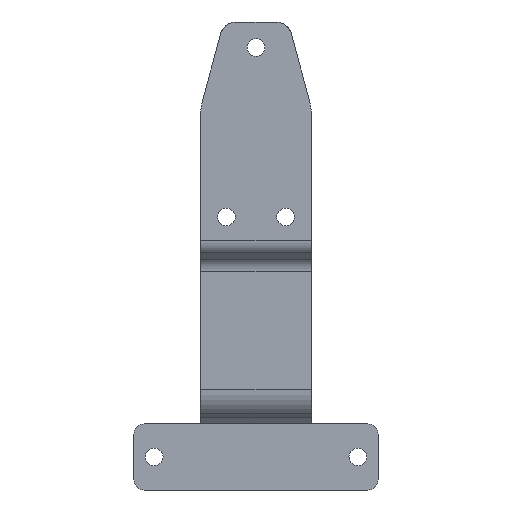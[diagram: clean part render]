
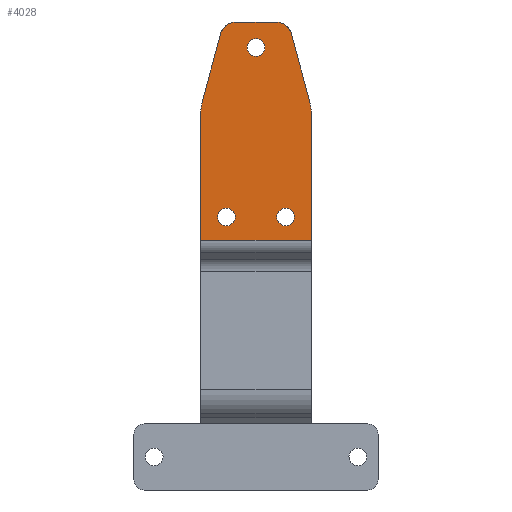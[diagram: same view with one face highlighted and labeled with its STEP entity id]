
A CAD part, front view. The second image highlights one B-rep face of the part: STEP entity #4028.
In plain terms, the highlighted planar face has unit normal (0, -1, 0).
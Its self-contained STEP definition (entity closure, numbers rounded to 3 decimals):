
#100 = ORIENTED_EDGE ( 'NONE', *, *, #3793, .T. ) ;
#123 = ORIENTED_EDGE ( 'NONE', *, *, #3776, .T. ) ;
#143 = ORIENTED_EDGE ( 'NONE', *, *, #3784, .T. ) ;
#183 = VERTEX_POINT ( 'NONE', #955 ) ;
#212 = VERTEX_POINT ( 'NONE', #970 ) ;
#217 = VERTEX_POINT ( 'NONE', #972 ) ;
#220 = VERTEX_POINT ( 'NONE', #974 ) ;
#431 = CIRCLE ( 'NONE', #4489, 5.2 ) ;
#433 = CIRCLE ( 'NONE', #4465, 5.2 ) ;
#476 = CIRCLE ( 'NONE', #4058, 5.2 ) ;
#500 = CIRCLE ( 'NONE', #2074, 10. ) ;
#503 = CIRCLE ( 'NONE', #2064, 5.2 ) ;
#506 = CIRCLE ( 'NONE', #2071, 5.2 ) ;
#508 = CIRCLE ( 'NONE', #2069, 10. ) ;
#509 = CIRCLE ( 'NONE', #2082, 20. ) ;
#512 = CIRCLE ( 'NONE', #2017, 5.2 ) ;
#514 = CIRCLE ( 'NONE', #2024, 20. ) ;
#955 = CARTESIAN_POINT ( 'NONE',  ( 20.996, -44., 254.607 ) ) ;
#970 = CARTESIAN_POINT ( 'NONE',  ( -31.809, -44., 214.561 ) ) ;
#972 = CARTESIAN_POINT ( 'NONE',  ( 31.809, -44., 214.561 ) ) ;
#974 = CARTESIAN_POINT ( 'NONE',  ( 32.5, -44., 209.347 ) ) ;
#1315 = CARTESIAN_POINT ( 'NONE',  ( -17.5, -44., 141.8 ) ) ;
#1332 = CARTESIAN_POINT ( 'NONE',  ( 17.5, -44., 152.2 ) ) ;
#1342 = CARTESIAN_POINT ( 'NONE',  ( 17.5, -44., 147. ) ) ;
#1343 = DIRECTION ( 'NONE',  ( 0., 1., 0. ) ) ;
#1344 = DIRECTION ( 'NONE',  ( 0., 0., 1. ) ) ;
#1348 = CARTESIAN_POINT ( 'NONE',  ( -17.5, -44., 147. ) ) ;
#1349 = DIRECTION ( 'NONE',  ( 0., 1., 0. ) ) ;
#1350 = DIRECTION ( 'NONE',  ( 0., 0., 1. ) ) ;
#1480 = ORIENTED_EDGE ( 'NONE', *, *, #3802, .F. ) ;
#1481 = ORIENTED_EDGE ( 'NONE', *, *, #3424, .T. ) ;
#1485 = ORIENTED_EDGE ( 'NONE', *, *, #3799, .F. ) ;
#1486 = ORIENTED_EDGE ( 'NONE', *, *, #3796, .F. ) ;
#1487 = ORIENTED_EDGE ( 'NONE', *, *, #3786, .F. ) ;
#1488 = ORIENTED_EDGE ( 'NONE', *, *, #3307, .T. ) ;
#1490 = ORIENTED_EDGE ( 'NONE', *, *, #3778, .T. ) ;
#1496 = ORIENTED_EDGE ( 'NONE', *, *, #3783, .T. ) ;
#1497 = ORIENTED_EDGE ( 'NONE', *, *, #3788, .F. ) ;
#1500 = ORIENTED_EDGE ( 'NONE', *, *, #3787, .F. ) ;
#1501 = ORIENTED_EDGE ( 'NONE', *, *, #3779, .F. ) ;
#1506 = ORIENTED_EDGE ( 'NONE', *, *, #3803, .F. ) ;
#1508 = ORIENTED_EDGE ( 'NONE', *, *, #3305, .T. ) ;
#2017 = AXIS2_PLACEMENT_3D ( 'NONE', #2187, #2191, #2192 ) ;
#2024 = AXIS2_PLACEMENT_3D ( 'NONE', #2196, #2200, #2201 ) ;
#2026 = VECTOR ( 'NONE', #2214, 1000. ) ;
#2028 = VECTOR ( 'NONE', #2163, 1000. ) ;
#2029 = VECTOR ( 'NONE', #2175, 1000. ) ;
#2064 = AXIS2_PLACEMENT_3D ( 'NONE', #2139, #2140, #2141 ) ;
#2069 = AXIS2_PLACEMENT_3D ( 'NONE', #2169, #2170, #2171 ) ;
#2071 = AXIS2_PLACEMENT_3D ( 'NONE', #2160, #2164, #2165 ) ;
#2073 = VECTOR ( 'NONE', #2148, 1000. ) ;
#2074 = AXIS2_PLACEMENT_3D ( 'NONE', #2145, #2149, #2150 ) ;
#2082 = AXIS2_PLACEMENT_3D ( 'NONE', #2172, #2176, #2177 ) ;
#2116 = VERTEX_POINT ( 'NONE', #1315 ) ;
#2133 = VERTEX_POINT ( 'NONE', #1332 ) ;
#2139 = CARTESIAN_POINT ( 'NONE',  ( 0., -44., 247. ) ) ;
#2140 = DIRECTION ( 'NONE',  ( 0., 1., 0. ) ) ;
#2141 = DIRECTION ( 'NONE',  ( 0., 0., 1. ) ) ;
#2145 = CARTESIAN_POINT ( 'NONE',  ( 11.342, -44., 252. ) ) ;
#2146 = LINE ( 'NONE', #2147, #2073 ) ;
#2147 = CARTESIAN_POINT ( 'NONE',  ( -32.5, -44., 262. ) ) ;
#2148 = DIRECTION ( 'NONE',  ( 0., 0., -1. ) ) ;
#2149 = DIRECTION ( 'NONE',  ( 0., 1., 0. ) ) ;
#2150 = DIRECTION ( 'NONE',  ( 0., 0., 1. ) ) ;
#2160 = CARTESIAN_POINT ( 'NONE',  ( -17.5, -44., 147. ) ) ;
#2161 = LINE ( 'NONE', #2162, #2028 ) ;
#2162 = CARTESIAN_POINT ( 'NONE',  ( 32.5, -44., 262. ) ) ;
#2163 = DIRECTION ( 'NONE',  ( -1., 0., 0. ) ) ;
#2164 = DIRECTION ( 'NONE',  ( 0., 1., 0. ) ) ;
#2165 = DIRECTION ( 'NONE',  ( 0., 0., 1. ) ) ;
#2169 = CARTESIAN_POINT ( 'NONE',  ( -11.342, -44., 252. ) ) ;
#2170 = DIRECTION ( 'NONE',  ( 0., 1., 0. ) ) ;
#2171 = DIRECTION ( 'NONE',  ( 0., 0., 1. ) ) ;
#2172 = CARTESIAN_POINT ( 'NONE',  ( -12.5, -44., 209.347 ) ) ;
#2173 = LINE ( 'NONE', #2174, #2029 ) ;
#2174 = CARTESIAN_POINT ( 'NONE',  ( 32.5, -44., 133.142 ) ) ;
#2175 = DIRECTION ( 'NONE',  ( -1., 0., 0. ) ) ;
#2176 = DIRECTION ( 'NONE',  ( 0., 1., 0. ) ) ;
#2177 = DIRECTION ( 'NONE',  ( 0., 0., 1. ) ) ;
#2187 = CARTESIAN_POINT ( 'NONE',  ( 17.5, -44., 147. ) ) ;
#2191 = DIRECTION ( 'NONE',  ( 0., 1., 0. ) ) ;
#2192 = DIRECTION ( 'NONE',  ( 0., 0., 1. ) ) ;
#2196 = CARTESIAN_POINT ( 'NONE',  ( 12.5, -44., 209.347 ) ) ;
#2200 = DIRECTION ( 'NONE',  ( 0., 1., 0. ) ) ;
#2201 = DIRECTION ( 'NONE',  ( 0., 0., 1. ) ) ;
#2212 = LINE ( 'NONE', #2213, #2026 ) ;
#2213 = CARTESIAN_POINT ( 'NONE',  ( -31.809, -44., 214.561 ) ) ;
#2214 = DIRECTION ( 'NONE',  ( 0.261, 0., 0.965 ) ) ;
#2221 = LINE ( 'NONE', #2222, #4515 ) ;
#2222 = CARTESIAN_POINT ( 'NONE',  ( 20.996, -44., 254.607 ) ) ;
#2223 = DIRECTION ( 'NONE',  ( 0.261, 0., -0.965 ) ) ;
#2224 = LINE ( 'NONE', #2225, #4513 ) ;
#2225 = CARTESIAN_POINT ( 'NONE',  ( 32.5, -44., 262. ) ) ;
#2226 = DIRECTION ( 'NONE',  ( 0., 0., -1. ) ) ;
#2307 = PLANE ( 'NONE',  #3603 ) ;
#2308 = CARTESIAN_POINT ( 'NONE',  ( 32.5, -44., 262. ) ) ;
#2309 = DIRECTION ( 'NONE',  ( 0., 1., 0. ) ) ;
#2310 = DIRECTION ( 'NONE',  ( 0., 0., 1. ) ) ;
#2407 = CARTESIAN_POINT ( 'NONE',  ( 0., -44., 252.2 ) ) ;
#2413 = CARTESIAN_POINT ( 'NONE',  ( 17.5, -44., 141.8 ) ) ;
#2416 = CARTESIAN_POINT ( 'NONE',  ( 0., -44., 241.8 ) ) ;
#2418 = CARTESIAN_POINT ( 'NONE',  ( -17.5, -44., 152.2 ) ) ;
#2997 = CARTESIAN_POINT ( 'NONE',  ( 0., -44., 247. ) ) ;
#2998 = DIRECTION ( 'NONE',  ( 0., 1., 0. ) ) ;
#2999 = DIRECTION ( 'NONE',  ( 0., 0., 1. ) ) ;
#3199 = CARTESIAN_POINT ( 'NONE',  ( 11.342, -44., 262. ) ) ;
#3230 = CARTESIAN_POINT ( 'NONE',  ( -20.996, -44., 254.607 ) ) ;
#3240 = CARTESIAN_POINT ( 'NONE',  ( -11.342, -44., 262. ) ) ;
#3252 = CARTESIAN_POINT ( 'NONE',  ( 32.5, -44., 133.142 ) ) ;
#3255 = CARTESIAN_POINT ( 'NONE',  ( -32.5, -44., 133.142 ) ) ;
#3259 = CARTESIAN_POINT ( 'NONE',  ( -32.5, -44., 209.347 ) ) ;
#3305 = EDGE_CURVE ( 'NONE', #4205, #2133, #433, .T. ) ;
#3307 = EDGE_CURVE ( 'NONE', #2116, #4218, #431, .T. ) ;
#3424 = EDGE_CURVE ( 'NONE', #4214, #4196, #476, .T. ) ;
#3493 = EDGE_LOOP ( 'NONE', ( #100, #1508 ) ) ;
#3552 = VERTEX_POINT ( 'NONE', #3199 ) ;
#3564 = EDGE_LOOP ( 'NONE', ( #123, #1481 ) ) ;
#3596 = FACE_BOUND ( 'NONE', #3564, .T. ) ;
#3600 = FACE_BOUND ( 'NONE', #3609, .T. ) ;
#3603 = AXIS2_PLACEMENT_3D ( 'NONE', #2308, #2309, #2310 ) ;
#3604 = FACE_BOUND ( 'NONE', #3493, .T. ) ;
#3609 = EDGE_LOOP ( 'NONE', ( #143, #1488 ) ) ;
#3661 = EDGE_LOOP ( 'NONE', ( #1486, #1480, #1501, #1496, #1487, #1485, #1497, #1490, #1500, #1506 ) ) ;
#3718 = VERTEX_POINT ( 'NONE', #3230 ) ;
#3730 = VERTEX_POINT ( 'NONE', #3240 ) ;
#3745 = VERTEX_POINT ( 'NONE', #3252 ) ;
#3748 = VERTEX_POINT ( 'NONE', #3255 ) ;
#3757 = VERTEX_POINT ( 'NONE', #3259 ) ;
#3776 = EDGE_CURVE ( 'NONE', #4196, #4214, #503, .T. ) ;
#3778 = EDGE_CURVE ( 'NONE', #3757, #3748, #2146, .T. ) ;
#3779 = EDGE_CURVE ( 'NONE', #3552, #183, #500, .T. ) ;
#3783 = EDGE_CURVE ( 'NONE', #3552, #3730, #2161, .T. ) ;
#3784 = EDGE_CURVE ( 'NONE', #4218, #2116, #506, .T. ) ;
#3786 = EDGE_CURVE ( 'NONE', #3718, #3730, #508, .T. ) ;
#3787 = EDGE_CURVE ( 'NONE', #3745, #3748, #2173, .T. ) ;
#3788 = EDGE_CURVE ( 'NONE', #3757, #212, #509, .T. ) ;
#3793 = EDGE_CURVE ( 'NONE', #2133, #4205, #512, .T. ) ;
#3796 = EDGE_CURVE ( 'NONE', #217, #220, #514, .T. ) ;
#3799 = EDGE_CURVE ( 'NONE', #212, #3718, #2212, .T. ) ;
#3802 = EDGE_CURVE ( 'NONE', #183, #217, #2221, .T. ) ;
#3803 = EDGE_CURVE ( 'NONE', #220, #3745, #2224, .T. ) ;
#4028 = ADVANCED_FACE ( 'NONE', ( #3596, #3604, #3600, #4408 ), #2307, .F. ) ;
#4058 = AXIS2_PLACEMENT_3D ( 'NONE', #2997, #2998, #2999 ) ;
#4196 = VERTEX_POINT ( 'NONE', #2407 ) ;
#4205 = VERTEX_POINT ( 'NONE', #2413 ) ;
#4214 = VERTEX_POINT ( 'NONE', #2416 ) ;
#4218 = VERTEX_POINT ( 'NONE', #2418 ) ;
#4408 = FACE_OUTER_BOUND ( 'NONE', #3661, .T. ) ;
#4465 = AXIS2_PLACEMENT_3D ( 'NONE', #1342, #1343, #1344 ) ;
#4489 = AXIS2_PLACEMENT_3D ( 'NONE', #1348, #1349, #1350 ) ;
#4513 = VECTOR ( 'NONE', #2226, 1000. ) ;
#4515 = VECTOR ( 'NONE', #2223, 1000. ) ;
